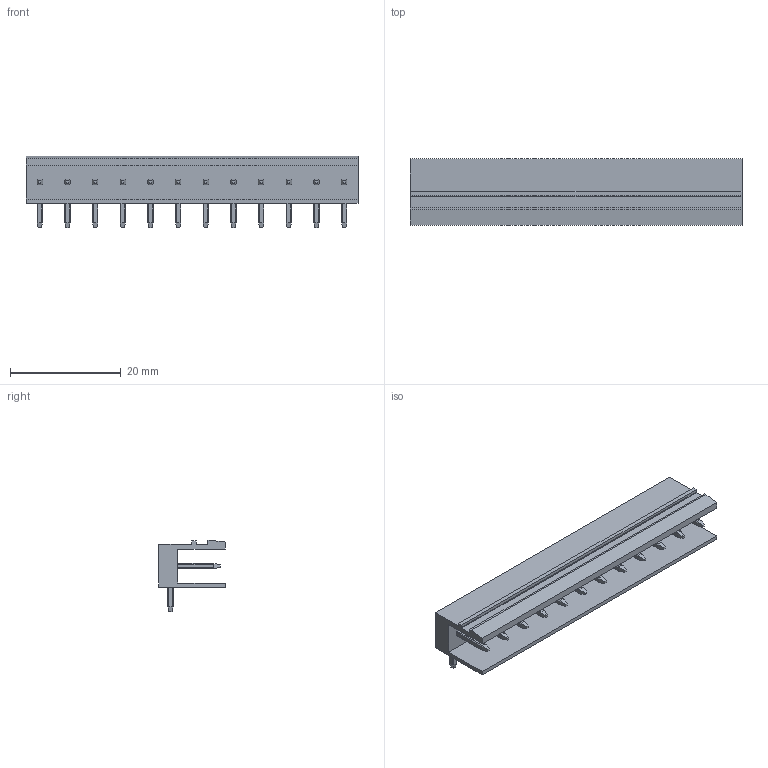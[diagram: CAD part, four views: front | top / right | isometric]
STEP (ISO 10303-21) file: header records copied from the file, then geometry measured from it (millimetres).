
FILE_DESCRIPTION(('CATIA V5 STEP Exchange','CAx-IF Rec.Pracs.--- Model Styling and Organization---1.4--- 2014-01-23'),'2;1');
FILE_NAME ('D1487384_0_1626080000_1626080000.stp','2021-05-17T09:59:56+00:00',('none'),('Weidmueller'),'CATIA Version 5-6 Release 2016 SP3 HF44','CATIA V5 STEP AP214','none');
FILE_SCHEMA(('AUTOMOTIVE_DESIGN { 1 0 10303 214 1 1 1 1 }'));
Length unit declared in the file: millimetre
Products named in the file (1): 1626080000
Bounding box: 60 x 12 x 13 mm (x, y, z)
Volume: 2700.7 mm3; surface area: 4560 mm2
Topology: 13 solids, 13 shells, 475 faces, 1327 edges, 878 vertices
Faces by surface type: plane 281, cylinder 194
Entity records: 15369 total; most frequent: CARTESIAN_POINT 3528, ORIENTED_EDGE 2654, DIRECTION 1811, EDGE_CURVE 1327, VECTOR 939, LINE 939, VERTEX_POINT 878, EDGE_LOOP 499
